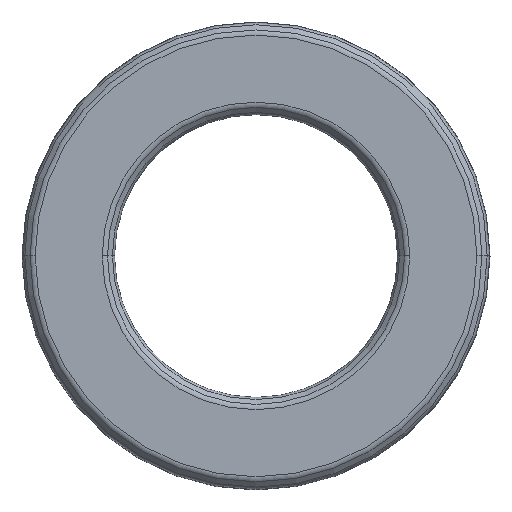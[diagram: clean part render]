
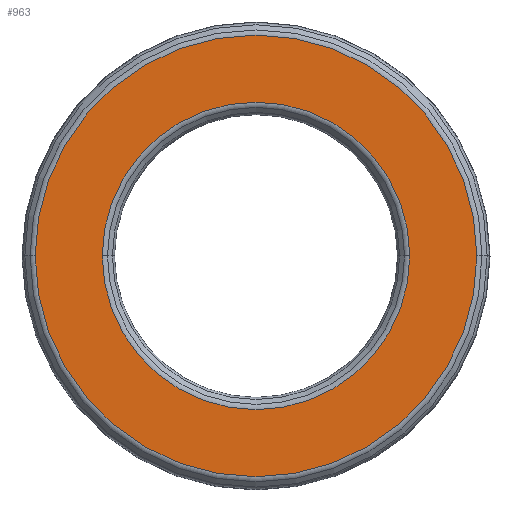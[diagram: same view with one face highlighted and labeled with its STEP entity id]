
A CAD part, top view. The second image highlights one B-rep face of the part: STEP entity #963.
In plain terms, the highlighted planar face has unit normal (0, 0, 1).
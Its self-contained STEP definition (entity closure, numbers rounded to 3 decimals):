
#27 = CARTESIAN_POINT ( 'NONE',  ( 0., 0., 1.587 ) ) ;
#59 = VERTEX_POINT ( 'NONE', #772 ) ;
#66 = CARTESIAN_POINT ( 'NONE',  ( 0., 0., 1.587 ) ) ;
#111 = DIRECTION ( 'NONE',  ( -1., 0., 0. ) ) ;
#162 = DIRECTION ( 'NONE',  ( -1., 0., 0. ) ) ;
#178 = ORIENTED_EDGE ( 'NONE', *, *, #1047, .T. ) ;
#187 = AXIS2_PLACEMENT_3D ( 'NONE', #372, #450, #558 ) ;
#197 = FACE_OUTER_BOUND ( 'NONE', #688, .T. ) ;
#228 = CARTESIAN_POINT ( 'NONE',  ( 5.987, 0., 1.587 ) ) ;
#277 = EDGE_CURVE ( 'NONE', #747, #59, #673, .T. ) ;
#290 = DIRECTION ( 'NONE',  ( 0., 0., -1. ) ) ;
#306 = EDGE_CURVE ( 'NONE', #59, #747, #1109, .T. ) ;
#372 = CARTESIAN_POINT ( 'NONE',  ( 0., 0., 1.587 ) ) ;
#390 = DIRECTION ( 'NONE',  ( -1., 0., 0. ) ) ;
#403 = VERTEX_POINT ( 'NONE', #228 ) ;
#405 = ORIENTED_EDGE ( 'NONE', *, *, #306, .T. ) ;
#435 = AXIS2_PLACEMENT_3D ( 'NONE', #884, #290, #111 ) ;
#450 = DIRECTION ( 'NONE',  ( 0., 0., -1. ) ) ;
#464 = CARTESIAN_POINT ( 'NONE',  ( 4.168, 0., 1.587 ) ) ;
#536 = PLANE ( 'NONE',  #435 ) ;
#552 = CARTESIAN_POINT ( 'NONE',  ( 0., 0., 1.587 ) ) ;
#558 = DIRECTION ( 'NONE',  ( -1., 0., 0. ) ) ;
#581 = EDGE_LOOP ( 'NONE', ( #405, #744 ) ) ;
#583 = AXIS2_PLACEMENT_3D ( 'NONE', #552, #914, #390 ) ;
#662 = CIRCLE ( 'NONE', #879, 5.987 ) ;
#673 = CIRCLE ( 'NONE', #187, 4.168 ) ;
#675 = CIRCLE ( 'NONE', #841, 5.987 ) ;
#688 = EDGE_LOOP ( 'NONE', ( #178, #798 ) ) ;
#744 = ORIENTED_EDGE ( 'NONE', *, *, #277, .T. ) ;
#747 = VERTEX_POINT ( 'NONE', #464 ) ;
#756 = CARTESIAN_POINT ( 'NONE',  ( -5.987, 0., 1.587 ) ) ;
#772 = CARTESIAN_POINT ( 'NONE',  ( -4.168, 0., 1.587 ) ) ;
#788 = VERTEX_POINT ( 'NONE', #756 ) ;
#798 = ORIENTED_EDGE ( 'NONE', *, *, #814, .T. ) ;
#811 = DIRECTION ( 'NONE',  ( 0., 0., 1. ) ) ;
#814 = EDGE_CURVE ( 'NONE', #403, #788, #675, .T. ) ;
#841 = AXIS2_PLACEMENT_3D ( 'NONE', #66, #942, #162 ) ;
#879 = AXIS2_PLACEMENT_3D ( 'NONE', #27, #811, #994 ) ;
#884 = CARTESIAN_POINT ( 'NONE',  ( -6.35, 0., 1.587 ) ) ;
#914 = DIRECTION ( 'NONE',  ( 0., 0., -1. ) ) ;
#942 = DIRECTION ( 'NONE',  ( 0., 0., 1. ) ) ;
#963 = ADVANCED_FACE ( 'NONE', ( #973, #197 ), #536, .F. ) ;
#973 = FACE_BOUND ( 'NONE', #581, .T. ) ;
#994 = DIRECTION ( 'NONE',  ( -1., 0., 0. ) ) ;
#1047 = EDGE_CURVE ( 'NONE', #788, #403, #662, .T. ) ;
#1109 = CIRCLE ( 'NONE', #583, 4.168 ) ;
